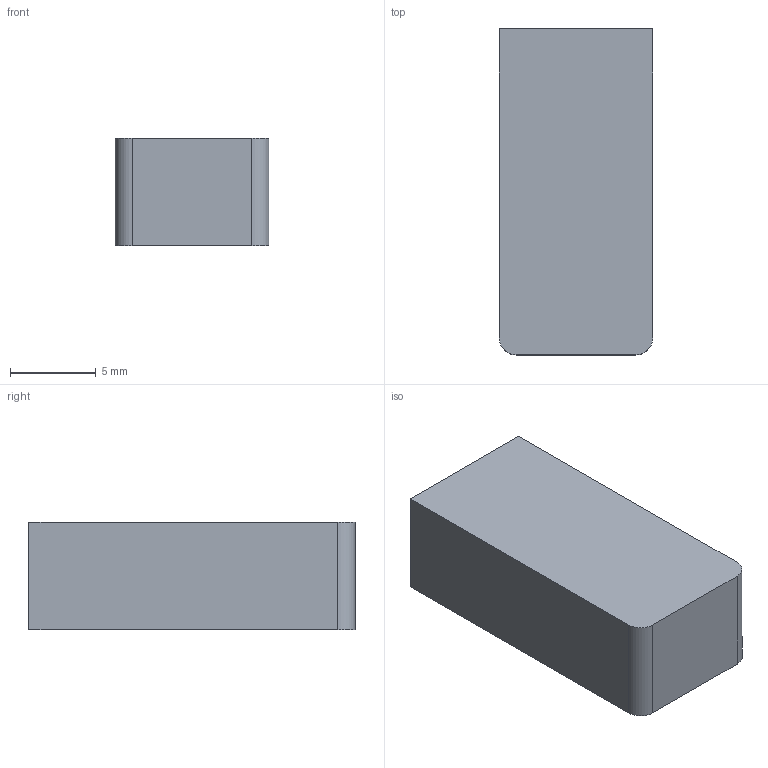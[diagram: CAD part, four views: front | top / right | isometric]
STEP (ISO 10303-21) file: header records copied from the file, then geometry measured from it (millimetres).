
FILE_DESCRIPTION(/* description */ (''),/* implementation_level */ '2;1');
FILE_NAME(/* name */ 'Blocker.step',/* time_stamp */ '2020-05-29T00:34:48+02:00',/* author */ (''),/* organization */ (''),/* preprocessor_version */ 'ST-DEVELOPER v18.1',/* originating_system */ 'Autodesk Translation Framework v9.3.0.1241',/* authorisation */ '');
FILE_SCHEMA (('AUTOMOTIVE_DESIGN { 1 0 10303 214 3 1 1 }'));
Length unit declared in the file: millimetre
Products named in the file (1): ExportBlocker
Bounding box: 8.95 x 19 x 6.28 mm (x, y, z)
Volume: 1057.3 mm3; surface area: 701.5 mm2
Topology: 1 solids, 1 shells, 10 faces, 23 edges, 15 vertices
Faces by surface type: plane 6, cylinder 3, cone 1
Full cylindrical faces by diameter (mm): 1.623 x1
Entity records: 320 total; most frequent: DIRECTION 50, CARTESIAN_POINT 48, ORIENTED_EDGE 44, EDGE_CURVE 22, AXIS2_PLACEMENT_3D 17, LINE 16, VECTOR 16, VERTEX_POINT 15
